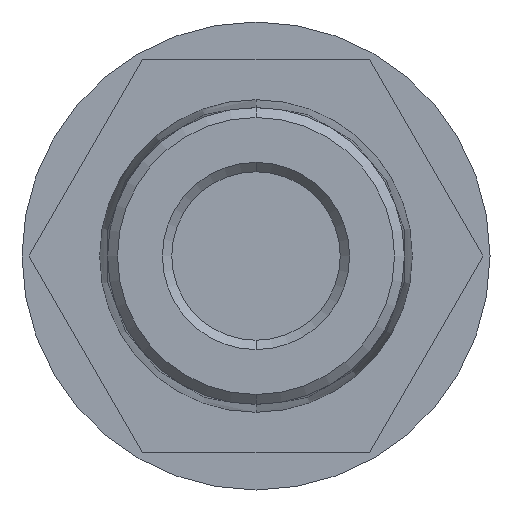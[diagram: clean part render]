
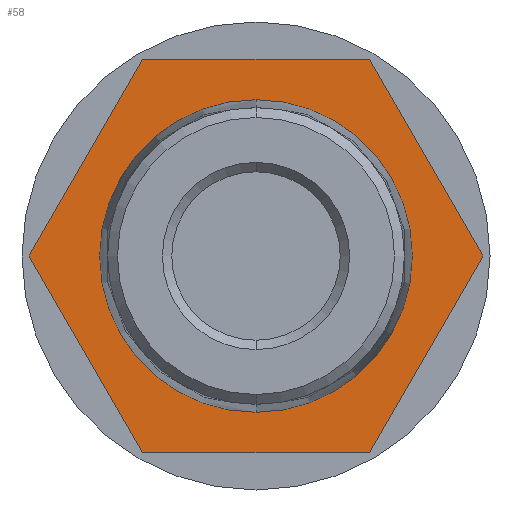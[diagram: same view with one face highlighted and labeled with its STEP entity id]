
A CAD part, front view. The second image highlights one B-rep face of the part: STEP entity #58.
In plain terms, the highlighted planar face has unit normal (0, -1, 0).
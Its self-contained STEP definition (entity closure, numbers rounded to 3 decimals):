
#11 = CARTESIAN_POINT ( 'NONE',  ( -6.062, 14., -10.5 ) ) ;
#12 = LINE ( 'NONE', #11, #14 ) ;
#13 = DIRECTION ( 'NONE',  ( 0.5, 0., -0.866 ) ) ;
#14 = VECTOR ( 'NONE', #13, 1000. ) ;
#19 = EDGE_CURVE ( 'NONE', #117, #119, #61, .T. ) ;
#20 = ORIENTED_EDGE ( 'NONE', *, *, #123, .T. ) ;
#21 = ORIENTED_EDGE ( 'NONE', *, *, #118, .T. ) ;
#22 = EDGE_CURVE ( 'NONE', #120, #27, #161, .T. ) ;
#23 = VERTEX_POINT ( 'NONE', #56 ) ;
#24 = ORIENTED_EDGE ( 'NONE', *, *, #26, .T. ) ;
#25 = ORIENTED_EDGE ( 'NONE', *, *, #22, .T. ) ;
#26 = EDGE_CURVE ( 'NONE', #27, #23, #12, .T. ) ;
#27 = VERTEX_POINT ( 'NONE', #64 ) ;
#28 = VERTEX_POINT ( 'NONE', #248 ) ;
#29 = ORIENTED_EDGE ( 'NONE', *, *, #84, .F. ) ;
#30 = ORIENTED_EDGE ( 'NONE', *, *, #121, .T. ) ;
#35 = EDGE_LOOP ( 'NONE', ( #30, #122, #21, #25, #24, #20 ) ) ;
#56 = CARTESIAN_POINT ( 'NONE',  ( -6.062, 14., -10.5 ) ) ;
#57 = EDGE_LOOP ( 'NONE', ( #29, #238 ) ) ;
#58 = ADVANCED_FACE ( 'NONE', ( #439, #429 ), #263, .F. ) ;
#60 = CARTESIAN_POINT ( 'NONE',  ( 6.062, 14., 10.5 ) ) ;
#61 = LINE ( 'NONE', #60, #250 ) ;
#64 = CARTESIAN_POINT ( 'NONE',  ( -12.124, 14., 0. ) ) ;
#84 = EDGE_CURVE ( 'NONE', #126, #128, #475, .T. ) ;
#117 = VERTEX_POINT ( 'NONE', #317 ) ;
#118 = EDGE_CURVE ( 'NONE', #119, #120, #312, .T. ) ;
#119 = VERTEX_POINT ( 'NONE', #454 ) ;
#120 = VERTEX_POINT ( 'NONE', #313 ) ;
#121 = EDGE_CURVE ( 'NONE', #28, #117, #358, .T. ) ;
#122 = ORIENTED_EDGE ( 'NONE', *, *, #19, .T. ) ;
#123 = EDGE_CURVE ( 'NONE', #23, #28, #352, .T. ) ;
#125 = VECTOR ( 'NONE', #247, 1000. ) ;
#126 = VERTEX_POINT ( 'NONE', #359 ) ;
#128 = VERTEX_POINT ( 'NONE', #353 ) ;
#160 = CARTESIAN_POINT ( 'NONE',  ( -12.124, 14., 0. ) ) ;
#161 = LINE ( 'NONE', #160, #125 ) ;
#202 = EDGE_CURVE ( 'NONE', #128, #126, #640, .T. ) ;
#238 = ORIENTED_EDGE ( 'NONE', *, *, #202, .F. ) ;
#247 = DIRECTION ( 'NONE',  ( -0.5, 0., -0.866 ) ) ;
#248 = CARTESIAN_POINT ( 'NONE',  ( 6.062, 14., -10.5 ) ) ;
#249 = DIRECTION ( 'NONE',  ( -0.5, 0., 0.866 ) ) ;
#250 = VECTOR ( 'NONE', #249, 1000. ) ;
#262 = DIRECTION ( 'NONE',  ( 0., -1., 0. ) ) ;
#263 = PLANE ( 'NONE',  #395 ) ;
#304 = CARTESIAN_POINT ( 'NONE',  ( 0., 14., 0. ) ) ;
#310 = DIRECTION ( 'NONE',  ( -1., 0., 0. ) ) ;
#311 = CARTESIAN_POINT ( 'NONE',  ( -6.062, 14., 10.5 ) ) ;
#312 = LINE ( 'NONE', #311, #361 ) ;
#313 = CARTESIAN_POINT ( 'NONE',  ( -6.062, 14., 10.5 ) ) ;
#317 = CARTESIAN_POINT ( 'NONE',  ( 12.124, 14., 0. ) ) ;
#349 = DIRECTION ( 'NONE',  ( 1., 0., 0. ) ) ;
#350 = VECTOR ( 'NONE', #349, 1000. ) ;
#351 = CARTESIAN_POINT ( 'NONE',  ( 6.062, 14., -10.5 ) ) ;
#352 = LINE ( 'NONE', #351, #350 ) ;
#353 = CARTESIAN_POINT ( 'NONE',  ( 0., 14., -8.35 ) ) ;
#355 = DIRECTION ( 'NONE',  ( 0.5, 0., 0.866 ) ) ;
#356 = VECTOR ( 'NONE', #355, 1000. ) ;
#357 = CARTESIAN_POINT ( 'NONE',  ( 12.124, 14., 0. ) ) ;
#358 = LINE ( 'NONE', #357, #356 ) ;
#359 = CARTESIAN_POINT ( 'NONE',  ( 0., 14., 8.35 ) ) ;
#361 = VECTOR ( 'NONE', #310, 1000. ) ;
#393 = CARTESIAN_POINT ( 'NONE',  ( 0., 14., 0. ) ) ;
#395 = AXIS2_PLACEMENT_3D ( 'NONE', #393, #458, #423 ) ;
#415 = DIRECTION ( 'NONE',  ( 0., 0., 1. ) ) ;
#416 = AXIS2_PLACEMENT_3D ( 'NONE', #304, #262, #415 ) ;
#423 = DIRECTION ( 'NONE',  ( 0., 0., 1. ) ) ;
#429 = FACE_BOUND ( 'NONE', #57, .T. ) ;
#439 = FACE_OUTER_BOUND ( 'NONE', #35, .T. ) ;
#454 = CARTESIAN_POINT ( 'NONE',  ( 6.062, 14., 10.5 ) ) ;
#458 = DIRECTION ( 'NONE',  ( 0., 1., 0. ) ) ;
#475 = CIRCLE ( 'NONE', #416, 8.35 ) ;
#611 = DIRECTION ( 'NONE',  ( 0., 0., 1. ) ) ;
#612 = DIRECTION ( 'NONE',  ( 0., -1., 0. ) ) ;
#638 = CARTESIAN_POINT ( 'NONE',  ( 0., 14., 0. ) ) ;
#639 = AXIS2_PLACEMENT_3D ( 'NONE', #638, #612, #611 ) ;
#640 = CIRCLE ( 'NONE', #639, 8.35 ) ;
